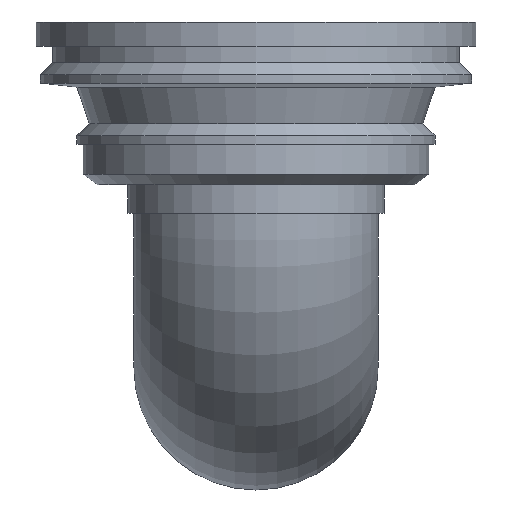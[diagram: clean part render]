
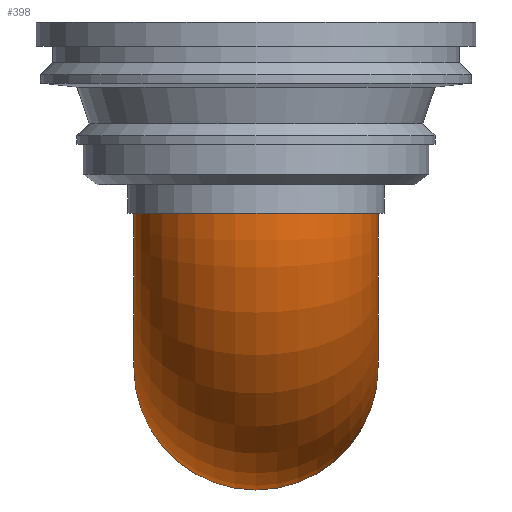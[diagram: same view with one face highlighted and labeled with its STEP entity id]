
A CAD part, left-side view. The second image highlights one B-rep face of the part: STEP entity #398.
In plain terms, the highlighted toroidal (fillet/blend) face has major radius 38 mm and minor radius 30 mm.
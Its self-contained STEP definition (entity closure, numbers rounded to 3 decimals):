
#21=TOROIDAL_SURFACE('',#475,38.,30.);
#98=ORIENTED_EDGE('',*,*,#141,.T.);
#99=ORIENTED_EDGE('',*,*,#139,.F.);
#139=EDGE_CURVE('',#174,#174,#209,.T.);
#141=EDGE_CURVE('',#176,#176,#211,.T.);
#174=VERTEX_POINT('',#713);
#176=VERTEX_POINT('',#719);
#209=CIRCLE('',#472,30.);
#211=CIRCLE('',#476,30.);
#273=EDGE_LOOP('',(#98));
#274=EDGE_LOOP('',(#99));
#343=FACE_BOUND('',#273,.T.);
#344=FACE_BOUND('',#274,.T.);
#398=ADVANCED_FACE('',(#343,#344),#21,.T.);
#472=AXIS2_PLACEMENT_3D('',#712,#598,#599);
#475=AXIS2_PLACEMENT_3D('',#717,#604,#605);
#476=AXIS2_PLACEMENT_3D('',#718,#606,#607);
#598=DIRECTION('',(0.,0.,1.));
#599=DIRECTION('',(1.,0.,0.));
#604=DIRECTION('',(0.,1.,0.));
#605=DIRECTION('',(0.,0.,1.));
#606=DIRECTION('',(-1.,0.,0.005));
#607=DIRECTION('',(0.005,0.,1.));
#712=CARTESIAN_POINT('',(0.,0.,-47.));
#713=CARTESIAN_POINT('',(30.,0.,-47.));
#717=CARTESIAN_POINT('',(38.,0.,-47.));
#718=CARTESIAN_POINT('',(37.801,0.,-84.999));
#719=CARTESIAN_POINT('',(37.958,0.,-55.));
